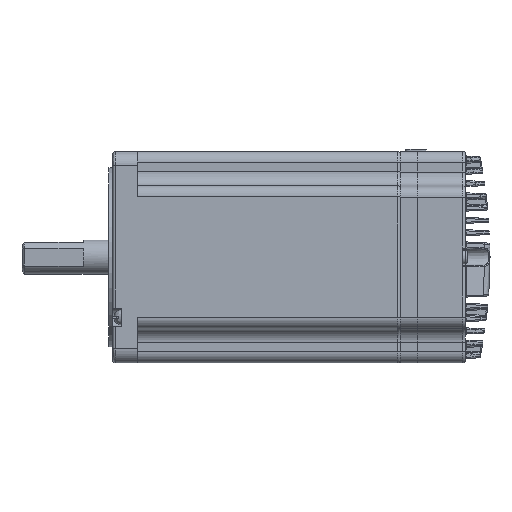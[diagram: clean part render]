
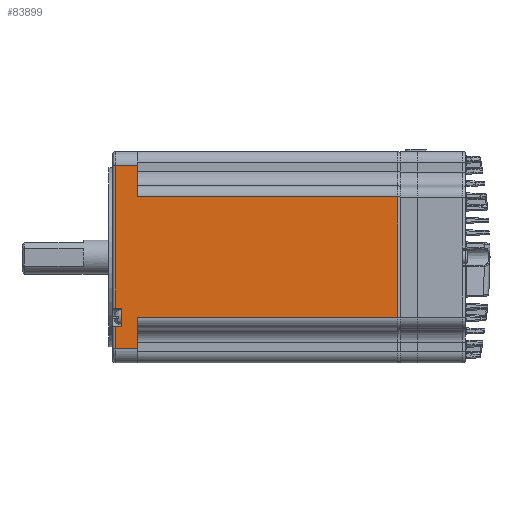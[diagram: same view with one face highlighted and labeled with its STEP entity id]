
A CAD part, front view. The second image highlights one B-rep face of the part: STEP entity #83899.
In plain terms, the highlighted face is planar.
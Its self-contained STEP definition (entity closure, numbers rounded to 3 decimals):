
#961 = EDGE_LOOP ( 'NONE', ( #5821, #58423, #38357, #125582, #45272, #114129, #132120, #143117, #41037, #133311, #161334, #4328 ) ) ;
#2815 = VECTOR ( 'NONE', #73480, 1000. ) ;
#4328 = ORIENTED_EDGE ( 'NONE', *, *, #78609, .T. ) ;
#5821 = ORIENTED_EDGE ( 'NONE', *, *, #144876, .T. ) ;
#7179 = CARTESIAN_POINT ( 'NONE',  ( -114.258, 86.46, -1. ) ) ;
#8113 = EDGE_CURVE ( 'NONE', #109799, #153416, #157594, .T. ) ;
#8186 = CARTESIAN_POINT ( 'NONE',  ( -39.658, 86.46, 0. ) ) ;
#10283 = VECTOR ( 'NONE', #138354, 1000. ) ;
#12171 = VERTEX_POINT ( 'NONE', #99201 ) ;
#12580 = VERTEX_POINT ( 'NONE', #30847 ) ;
#13003 = CARTESIAN_POINT ( 'NONE',  ( -119.958, 86.46, -1. ) ) ;
#17716 = CARTESIAN_POINT ( 'NONE',  ( -48.658, 86.46, -1. ) ) ;
#20805 = VERTEX_POINT ( 'NONE', #51718 ) ;
#22321 = LINE ( 'NONE', #36642, #54776 ) ;
#24609 = CARTESIAN_POINT ( 'NONE',  ( -101.558, 86.46, -116. ) ) ;
#30299 = LINE ( 'NONE', #56297, #36528 ) ;
#30847 = CARTESIAN_POINT ( 'NONE',  ( -39.658, 86.46, -1. ) ) ;
#33457 = CARTESIAN_POINT ( 'NONE',  ( -119.958, 86.46, -1. ) ) ;
#33638 = CARTESIAN_POINT ( 'NONE',  ( -114.258, 86.46, -10. ) ) ;
#36528 = VECTOR ( 'NONE', #132034, 1000. ) ;
#36642 = CARTESIAN_POINT ( 'NONE',  ( -119.958, 86.46, -3.5 ) ) ;
#36742 = CARTESIAN_POINT ( 'NONE',  ( -56.258, 86.46, -1. ) ) ;
#38357 = ORIENTED_EDGE ( 'NONE', *, *, #76181, .T. ) ;
#38561 = CARTESIAN_POINT ( 'NONE',  ( -56.258, 86.46, 0. ) ) ;
#41037 = ORIENTED_EDGE ( 'NONE', *, *, #56290, .T. ) ;
#45272 = ORIENTED_EDGE ( 'NONE', *, *, #8113, .T. ) ;
#45606 = EDGE_CURVE ( 'NONE', #12171, #138854, #30299, .T. ) ;
#45707 = VECTOR ( 'NONE', #78121, 1000. ) ;
#46584 = EDGE_CURVE ( 'NONE', #64141, #12580, #149473, .T. ) ;
#48554 = EDGE_CURVE ( 'NONE', #153416, #105204, #79836, .T. ) ;
#51718 = CARTESIAN_POINT ( 'NONE',  ( -48.658, 86.46, -3.5 ) ) ;
#54776 = VECTOR ( 'NONE', #85842, 1000. ) ;
#56290 = EDGE_CURVE ( 'NONE', #20805, #64141, #112151, .T. ) ;
#56297 = CARTESIAN_POINT ( 'NONE',  ( -119.958, 86.46, -116. ) ) ;
#57851 = DIRECTION ( 'NONE',  ( 0., 1., 0. ) ) ;
#58423 = ORIENTED_EDGE ( 'NONE', *, *, #45606, .T. ) ;
#64141 = VERTEX_POINT ( 'NONE', #17716 ) ;
#65003 = DIRECTION ( 'NONE',  ( 1., 0., 0. ) ) ;
#68398 = VECTOR ( 'NONE', #86024, 1000. ) ;
#70690 = CARTESIAN_POINT ( 'NONE',  ( -114.258, 86.46, 0. ) ) ;
#72091 = FACE_OUTER_BOUND ( 'NONE', #961, .T. ) ;
#72473 = CARTESIAN_POINT ( 'NONE',  ( -52.358, 86.46, -10. ) ) ;
#73480 = DIRECTION ( 'NONE',  ( -1., 0., 0. ) ) ;
#73764 = LINE ( 'NONE', #136805, #2815 ) ;
#74071 = LINE ( 'NONE', #38561, #45707 ) ;
#74788 = AXIS2_PLACEMENT_3D ( 'NONE', #124498, #57851, #150606 ) ;
#75749 = VECTOR ( 'NONE', #65003, 1000. ) ;
#76181 = EDGE_CURVE ( 'NONE', #138854, #87619, #121472, .T. ) ;
#78121 = DIRECTION ( 'NONE',  ( 0., 0., -1. ) ) ;
#78609 = EDGE_CURVE ( 'NONE', #91299, #85698, #140815, .T. ) ;
#79836 = LINE ( 'NONE', #13003, #75749 ) ;
#83899 = ADVANCED_FACE ( 'NONE', ( #72091 ), #136945, .T. ) ;
#85698 = VERTEX_POINT ( 'NONE', #72473 ) ;
#85842 = DIRECTION ( 'NONE',  ( 1., 0., 0. ) ) ;
#86024 = DIRECTION ( 'NONE',  ( 1., 0., 0. ) ) ;
#86606 = LINE ( 'NONE', #8186, #119016 ) ;
#87115 = VECTOR ( 'NONE', #88806, 1000. ) ;
#87605 = CARTESIAN_POINT ( 'NONE',  ( -119.958, 86.46, -10. ) ) ;
#87619 = VERTEX_POINT ( 'NONE', #135562 ) ;
#88806 = DIRECTION ( 'NONE',  ( 0., 0., 1. ) ) ;
#91299 = VERTEX_POINT ( 'NONE', #108321 ) ;
#94259 = VECTOR ( 'NONE', #164579, 1000. ) ;
#94303 = EDGE_CURVE ( 'NONE', #141879, #20805, #22321, .T. ) ;
#99201 = CARTESIAN_POINT ( 'NONE',  ( -52.358, 86.46, -116. ) ) ;
#105204 = VERTEX_POINT ( 'NONE', #36742 ) ;
#108321 = CARTESIAN_POINT ( 'NONE',  ( -39.658, 86.46, -10. ) ) ;
#109799 = VERTEX_POINT ( 'NONE', #33638 ) ;
#109996 = VECTOR ( 'NONE', #147922, 1000. ) ;
#112151 = LINE ( 'NONE', #159796, #109996 ) ;
#112984 = CARTESIAN_POINT ( 'NONE',  ( -52.358, 86.46, 0. ) ) ;
#114129 = ORIENTED_EDGE ( 'NONE', *, *, #48554, .T. ) ;
#114269 = CARTESIAN_POINT ( 'NONE',  ( -101.558, 86.46, 0. ) ) ;
#119016 = VECTOR ( 'NONE', #125788, 1000. ) ;
#121472 = LINE ( 'NONE', #114269, #87115 ) ;
#123115 = VECTOR ( 'NONE', #160718, 1000. ) ;
#123529 = LINE ( 'NONE', #112984, #10283 ) ;
#124498 = CARTESIAN_POINT ( 'NONE',  ( -119.958, 86.46, 0. ) ) ;
#125582 = ORIENTED_EDGE ( 'NONE', *, *, #155701, .T. ) ;
#125788 = DIRECTION ( 'NONE',  ( 0., 0., -1. ) ) ;
#132034 = DIRECTION ( 'NONE',  ( -1., 0., 0. ) ) ;
#132120 = ORIENTED_EDGE ( 'NONE', *, *, #147950, .T. ) ;
#133311 = ORIENTED_EDGE ( 'NONE', *, *, #46584, .T. ) ;
#135562 = CARTESIAN_POINT ( 'NONE',  ( -101.558, 86.46, -10. ) ) ;
#136805 = CARTESIAN_POINT ( 'NONE',  ( -119.958, 86.46, -10. ) ) ;
#136945 = PLANE ( 'NONE',  #74788 ) ;
#138354 = DIRECTION ( 'NONE',  ( 0., 0., -1. ) ) ;
#138854 = VERTEX_POINT ( 'NONE', #24609 ) ;
#140815 = LINE ( 'NONE', #87605, #94259 ) ;
#141879 = VERTEX_POINT ( 'NONE', #160940 ) ;
#143117 = ORIENTED_EDGE ( 'NONE', *, *, #94303, .T. ) ;
#144876 = EDGE_CURVE ( 'NONE', #85698, #12171, #123529, .T. ) ;
#147922 = DIRECTION ( 'NONE',  ( 0., 0., 1. ) ) ;
#147950 = EDGE_CURVE ( 'NONE', #105204, #141879, #74071, .T. ) ;
#149473 = LINE ( 'NONE', #33457, #68398 ) ;
#150606 = DIRECTION ( 'NONE',  ( 0., 0., 1. ) ) ;
#153416 = VERTEX_POINT ( 'NONE', #7179 ) ;
#153777 = EDGE_CURVE ( 'NONE', #12580, #91299, #86606, .T. ) ;
#155701 = EDGE_CURVE ( 'NONE', #87619, #109799, #73764, .T. ) ;
#157594 = LINE ( 'NONE', #70690, #123115 ) ;
#159796 = CARTESIAN_POINT ( 'NONE',  ( -48.658, 86.46, 0. ) ) ;
#160718 = DIRECTION ( 'NONE',  ( 0., 0., 1. ) ) ;
#160940 = CARTESIAN_POINT ( 'NONE',  ( -56.258, 86.46, -3.5 ) ) ;
#161334 = ORIENTED_EDGE ( 'NONE', *, *, #153777, .T. ) ;
#164579 = DIRECTION ( 'NONE',  ( -1., 0., 0. ) ) ;
